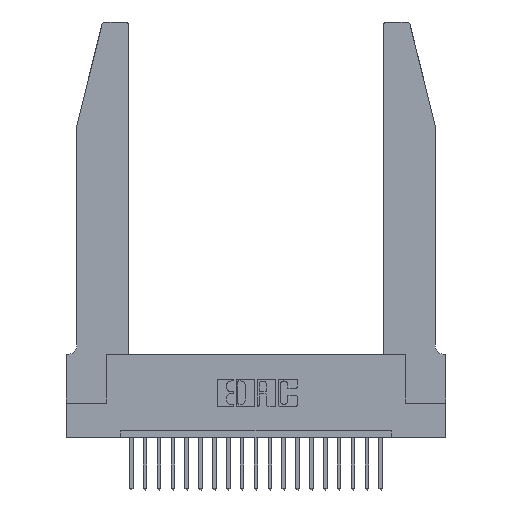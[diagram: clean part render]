
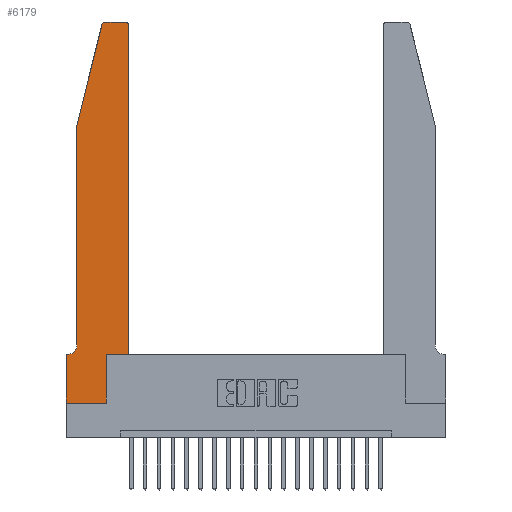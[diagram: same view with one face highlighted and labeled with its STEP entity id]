
A CAD part, top view. The second image highlights one B-rep face of the part: STEP entity #6179.
In plain terms, the highlighted planar face has unit normal (0, 0, 1).
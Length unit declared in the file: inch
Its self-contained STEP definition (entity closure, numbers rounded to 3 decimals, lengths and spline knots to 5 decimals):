
#302 = VERTEX_POINT ( 'NONE', #21349 ) ;
#728 = CARTESIAN_POINT ( 'NONE',  ( 0.4505, 0.35, 0.37 ) ) ;
#1454 = EDGE_CURVE ( 'NONE', #14903, #12202, #5932, .T. ) ;
#1485 = DIRECTION ( 'NONE',  ( 1., 0., 0. ) ) ;
#1585 = CARTESIAN_POINT ( 'NONE',  ( 0., 0., 0.37 ) ) ;
#1657 = ORIENTED_EDGE ( 'NONE', *, *, #1454, .T. ) ;
#1752 = EDGE_CURVE ( 'NONE', #15057, #14769, #13968, .T. ) ;
#1979 = CARTESIAN_POINT ( 'NONE',  ( 0.0755, 2., 0.37 ) ) ;
#2306 = EDGE_LOOP ( 'NONE', ( #10748, #7804, #8336, #15738, #21189, #17812, #20483, #16656, #1657, #3872, #7352, #21216 ) ) ;
#2349 = EDGE_CURVE ( 'NONE', #5955, #9870, #10739, .T. ) ;
#3036 = DIRECTION ( 'NONE',  ( 0., 0., 1. ) ) ;
#3049 = VERTEX_POINT ( 'NONE', #1585 ) ;
#3291 = DIRECTION ( 'NONE',  ( 0., 0., 1. ) ) ;
#3508 = DIRECTION ( 'NONE',  ( 0., -1., 0. ) ) ;
#3513 = CARTESIAN_POINT ( 'NONE',  ( 0.284, 2.72, 0.37 ) ) ;
#3872 = ORIENTED_EDGE ( 'NONE', *, *, #18755, .T. ) ;
#4486 = VECTOR ( 'NONE', #15429, 39.37008 ) ;
#4827 = CIRCLE ( 'NONE', #19376, 0.03 ) ;
#5023 = DIRECTION ( 'NONE',  ( 1., 0., 0. ) ) ;
#5060 = EDGE_CURVE ( 'NONE', #3049, #14903, #8743, .T. ) ;
#5120 = CARTESIAN_POINT ( 'NONE',  ( 0.25487, 2.72718, 0.37 ) ) ;
#5671 = VECTOR ( 'NONE', #13969, 39.37008 ) ;
#5932 = LINE ( 'NONE', #18650, #19083 ) ;
#5955 = VERTEX_POINT ( 'NONE', #21341 ) ;
#6111 = EDGE_CURVE ( 'NONE', #9194, #3049, #12469, .T. ) ;
#6166 = VECTOR ( 'NONE', #6603, 39.37008 ) ;
#6179 = ADVANCED_FACE ( 'NONE', ( #21319 ), #13464, .T. ) ;
#6230 = CARTESIAN_POINT ( 'NONE',  ( 0.284, 2.75, 0.37 ) ) ;
#6490 = DIRECTION ( 'NONE',  ( 1., 0., 0. ) ) ;
#6603 = DIRECTION ( 'NONE',  ( -1., 0., 0. ) ) ;
#6736 = EDGE_CURVE ( 'NONE', #12107, #7318, #11562, .T. ) ;
#6837 = VECTOR ( 'NONE', #3508, 39.37008 ) ;
#7318 = VERTEX_POINT ( 'NONE', #15755 ) ;
#7352 = ORIENTED_EDGE ( 'NONE', *, *, #13262, .T. ) ;
#7364 = LINE ( 'NONE', #10130, #6837 ) ;
#7804 = ORIENTED_EDGE ( 'NONE', *, *, #16657, .T. ) ;
#8038 = CARTESIAN_POINT ( 'NONE',  ( 0.2865, 0., 0.37 ) ) ;
#8336 = ORIENTED_EDGE ( 'NONE', *, *, #1752, .T. ) ;
#8743 = LINE ( 'NONE', #13640, #4486 ) ;
#8880 = CIRCLE ( 'NONE', #21771, 0.03 ) ;
#8981 = LINE ( 'NONE', #11176, #18613 ) ;
#9194 = VERTEX_POINT ( 'NONE', #20742 ) ;
#9293 = DIRECTION ( 'NONE',  ( 0., 0., 1. ) ) ;
#9316 = DIRECTION ( 'NONE',  ( 0., -1., 0. ) ) ;
#9870 = VERTEX_POINT ( 'NONE', #6230 ) ;
#10130 = CARTESIAN_POINT ( 'NONE',  ( 0.0755, 2., 0.37 ) ) ;
#10259 = EDGE_CURVE ( 'NONE', #15641, #5955, #8880, .T. ) ;
#10739 = LINE ( 'NONE', #18280, #6166 ) ;
#10748 = ORIENTED_EDGE ( 'NONE', *, *, #2349, .T. ) ;
#10881 = CARTESIAN_POINT ( 'NONE',  ( 0.4205, 2.72, 0.37 ) ) ;
#10890 = LINE ( 'NONE', #16613, #14905 ) ;
#11176 = CARTESIAN_POINT ( 'NONE',  ( 0.0755, 0.35, 0.37 ) ) ;
#11562 = CIRCLE ( 'NONE', #21560, 0.07 ) ;
#11705 = DIRECTION ( 'NONE',  ( -1., 0., 0. ) ) ;
#12107 = VERTEX_POINT ( 'NONE', #16910 ) ;
#12202 = VERTEX_POINT ( 'NONE', #15189 ) ;
#12469 = LINE ( 'NONE', #14396, #19421 ) ;
#12492 = AXIS2_PLACEMENT_3D ( 'NONE', #20130, #3036, #6490 ) ;
#12828 = DIRECTION ( 'NONE',  ( 1., 0., 0. ) ) ;
#13030 = DIRECTION ( 'NONE',  ( 0., 1., 0. ) ) ;
#13107 = LINE ( 'NONE', #728, #21665 ) ;
#13133 = CARTESIAN_POINT ( 'NONE',  ( 0.0055, 0.42, 0.37 ) ) ;
#13262 = EDGE_CURVE ( 'NONE', #302, #15641, #13107, .T. ) ;
#13343 = DIRECTION ( 'NONE',  ( 0., 0., -1. ) ) ;
#13464 = PLANE ( 'NONE',  #12492 ) ;
#13640 = CARTESIAN_POINT ( 'NONE',  ( 0., 0., 0.37 ) ) ;
#13968 = LINE ( 'NONE', #1979, #5671 ) ;
#13969 = DIRECTION ( 'NONE',  ( -0.239, -0.971, 0. ) ) ;
#14396 = CARTESIAN_POINT ( 'NONE',  ( 0., 0., 0.37 ) ) ;
#14769 = VERTEX_POINT ( 'NONE', #17997 ) ;
#14903 = VERTEX_POINT ( 'NONE', #8038 ) ;
#14905 = VECTOR ( 'NONE', #1485, 39.37008 ) ;
#15057 = VERTEX_POINT ( 'NONE', #5120 ) ;
#15189 = CARTESIAN_POINT ( 'NONE',  ( 0.2865, 0.35, 0.37 ) ) ;
#15429 = DIRECTION ( 'NONE',  ( 1., 0., 0. ) ) ;
#15451 = EDGE_CURVE ( 'NONE', #7318, #9194, #8981, .T. ) ;
#15603 = EDGE_CURVE ( 'NONE', #14769, #12107, #7364, .T. ) ;
#15641 = VERTEX_POINT ( 'NONE', #20459 ) ;
#15738 = ORIENTED_EDGE ( 'NONE', *, *, #15603, .T. ) ;
#15755 = CARTESIAN_POINT ( 'NONE',  ( 0.0055, 0.35, 0.37 ) ) ;
#16613 = CARTESIAN_POINT ( 'NONE',  ( 0.4505, 0.35, 0.37 ) ) ;
#16656 = ORIENTED_EDGE ( 'NONE', *, *, #5060, .T. ) ;
#16657 = EDGE_CURVE ( 'NONE', #9870, #15057, #4827, .T. ) ;
#16910 = CARTESIAN_POINT ( 'NONE',  ( 0.0755, 0.42, 0.37 ) ) ;
#17812 = ORIENTED_EDGE ( 'NONE', *, *, #15451, .T. ) ;
#17997 = CARTESIAN_POINT ( 'NONE',  ( 0.0755, 2., 0.37 ) ) ;
#18280 = CARTESIAN_POINT ( 'NONE',  ( 0.2605, 2.75, 0.37 ) ) ;
#18613 = VECTOR ( 'NONE', #20305, 39.37008 ) ;
#18650 = CARTESIAN_POINT ( 'NONE',  ( 0.2865, 0.35, 0.37 ) ) ;
#18755 = EDGE_CURVE ( 'NONE', #12202, #302, #10890, .T. ) ;
#18808 = DIRECTION ( 'NONE',  ( 0., 1., 0. ) ) ;
#19083 = VECTOR ( 'NONE', #18808, 39.37008 ) ;
#19376 = AXIS2_PLACEMENT_3D ( 'NONE', #3513, #3291, #5023 ) ;
#19421 = VECTOR ( 'NONE', #9316, 39.37008 ) ;
#20130 = CARTESIAN_POINT ( 'NONE',  ( 0., 0.35, 0.37 ) ) ;
#20305 = DIRECTION ( 'NONE',  ( -1., 0., 0. ) ) ;
#20459 = CARTESIAN_POINT ( 'NONE',  ( 0.4505, 2.72, 0.37 ) ) ;
#20483 = ORIENTED_EDGE ( 'NONE', *, *, #6111, .T. ) ;
#20742 = CARTESIAN_POINT ( 'NONE',  ( 0., 0.35, 0.37 ) ) ;
#21189 = ORIENTED_EDGE ( 'NONE', *, *, #6736, .T. ) ;
#21216 = ORIENTED_EDGE ( 'NONE', *, *, #10259, .T. ) ;
#21319 = FACE_OUTER_BOUND ( 'NONE', #2306, .T. ) ;
#21341 = CARTESIAN_POINT ( 'NONE',  ( 0.4205, 2.75, 0.37 ) ) ;
#21349 = CARTESIAN_POINT ( 'NONE',  ( 0.4505, 0.35, 0.37 ) ) ;
#21560 = AXIS2_PLACEMENT_3D ( 'NONE', #13133, #13343, #11705 ) ;
#21665 = VECTOR ( 'NONE', #13030, 39.37008 ) ;
#21771 = AXIS2_PLACEMENT_3D ( 'NONE', #10881, #9293, #12828 ) ;
